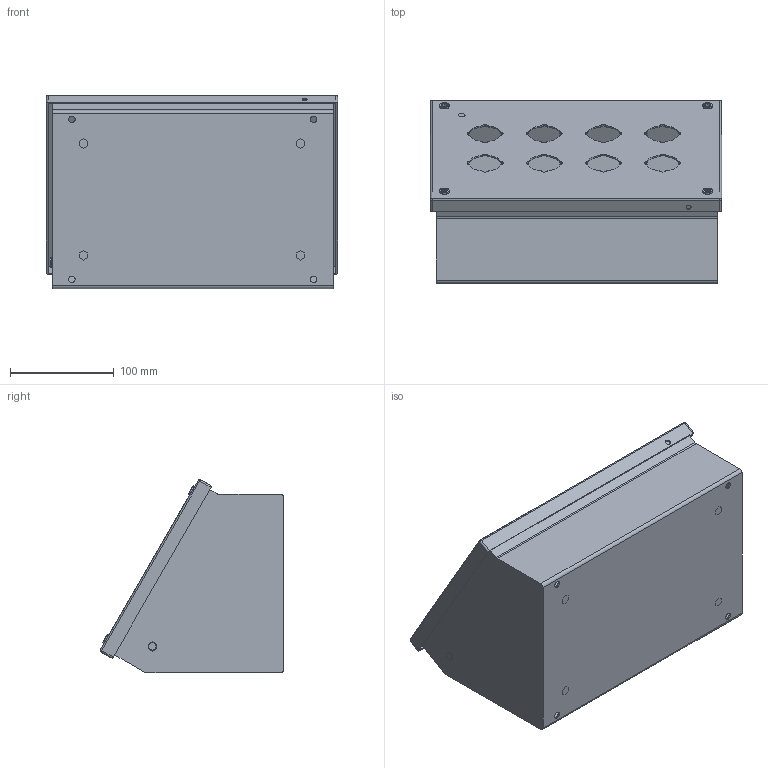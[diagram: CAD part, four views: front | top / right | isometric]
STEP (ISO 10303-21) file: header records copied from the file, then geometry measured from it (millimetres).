
FILE_DESCRIPTION (( 'STEP AP214' ), '1' );
FILE_NAME ('SCE-8PBA.STEP', '2023-08-02T15:17:09', ( '' ), ( '' ), 'SwSTEP 2.0', 'SolidWorks 2021', '' );
FILE_SCHEMA (( 'AUTOMOTIVE_DESIGN' ));
Length unit declared in the file: inch
Products named in the file (1): SCE-8PBA
Bounding box: 280.99 x 177.23 x 186.56 mm (x, y, z)
Volume: 415493.3 mm3; surface area: 535549.9 mm2
Topology: 3 solids, 4 shells, 613 faces, 1619 edges, 1049 vertices
Faces by surface type: cylinder 342, plane 193, torus 40, cone 30, sphere 8
Full cylindrical faces by diameter (mm): 4.763 x2, 6.35 x4, 6.756 x4, 8.06 x4
Entity records: 19384 total; most frequent: DIRECTION 3602, CARTESIAN_POINT 3464, ORIENTED_EDGE 3176, EDGE_CURVE 1588, AXIS2_PLACEMENT_3D 1446, VERTEX_POINT 1040, CIRCLE 832, EDGE_LOOP 734
